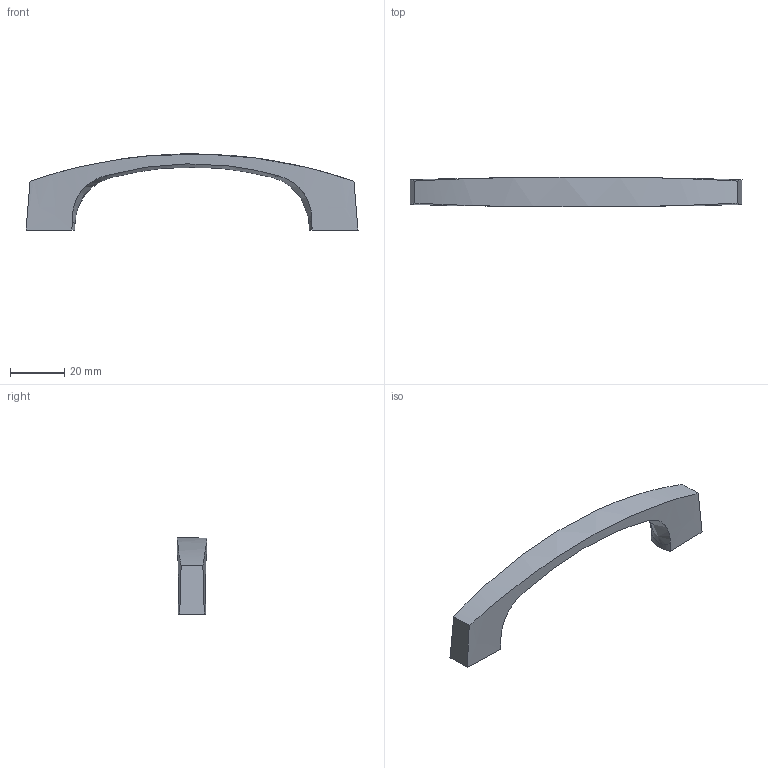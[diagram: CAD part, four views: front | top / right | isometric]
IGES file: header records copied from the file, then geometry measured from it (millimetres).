
Start section: ------------------------------------------------------------------------
Global section: file name: PC013.1188.THA_101S_2_16547.igs; native system: spGate; preprocessor: ver19.8.4 (****-****-****-****); author: Unknown; organization: Unknown; date: 240530.192641; units: millimetre
Bounding box: 122 x 11.01 x 27.95 mm (x, y, z)
Volume: 11245.1 mm3; surface area: 5643.3 mm2
Topology: 1 solids, 1 shells, 18 faces, 46 edges, 32 vertices
Faces by surface type: bspline 18
